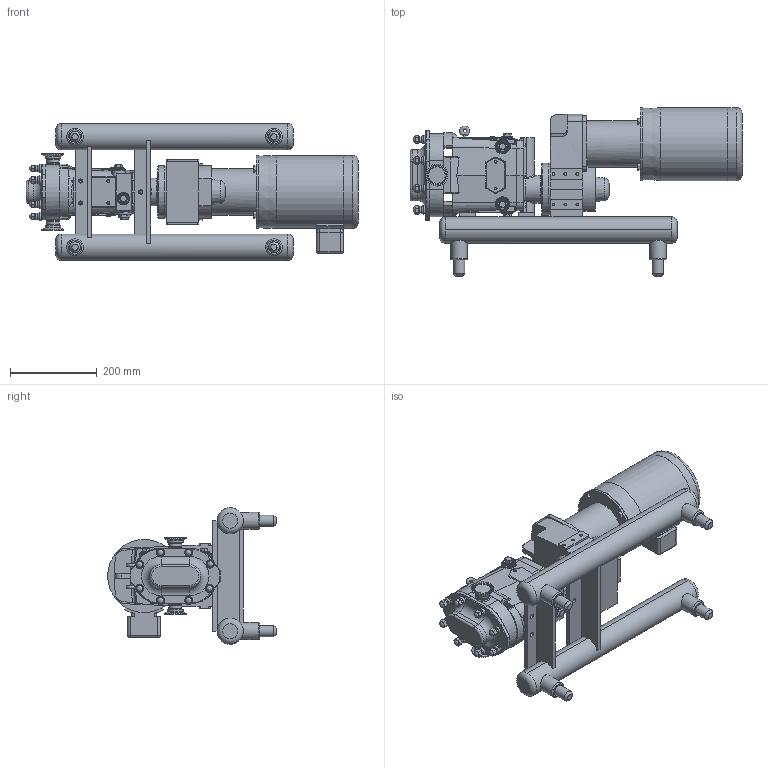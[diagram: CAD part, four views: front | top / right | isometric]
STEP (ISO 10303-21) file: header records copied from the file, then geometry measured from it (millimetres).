
FILE_DESCRIPTION(/* description */ (''),/* implementation_level */ '2;1');
FILE_NAME(/* name */ 'U1_015U1_56C_1.5x1.5_S-Line_0.5HP_LH_SM.stp',/* time_stamp */ '2021-05-24T16:17:48+06:00',/* author */ ('trtmhr'),/* organization */ (''),/* preprocessor_version */ 'ST-DEVELOPER v18.1',/* originating_system */ 'Autodesk Inventor 2020',/* authorisation */ '');
FILE_SCHEMA (('AUTOMOTIVE_DESIGN { 1 0 10303 214 3 1 1 }'));
Length unit declared in the file: inch
Products named in the file (1): U1_006U1_56C_1x1_S-Line_0.5HP_LH_SM
Bounding box: 763.42 x 387.91 x 314.32 mm (x, y, z)
Volume: 17609775.7 mm3; surface area: 934347.9 mm2
Topology: 5 solids, 5 shells, 1117 faces, 2951 edges, 1921 vertices
Faces by surface type: plane 524, cylinder 318, bspline 108, torus 96, cone 59, sphere 12
Full cylindrical faces by diameter (mm): 6.35 x12, 6.528 x4, 7.62 x2, 7.798 x1, 9.525 x3, 14.275 x8, 15.24 x1, 19.05 x8, 23.876 x3, 25.4 x11, 29.21 x2, 29.362 x4, 30.378 x2, 31.75 x3, 35.052 x2, 35.712 x2, 38.1 x6, 50.495 x2, 63.5 x1, 107.01 x1, 119.888 x1, 119.99 x1, 167.945 x1, 167.97 x1, 167.996 x1
Entity records: 38078 total; most frequent: CARTESIAN_POINT 10178, ORIENTED_EDGE 5880, DIRECTION 5822, EDGE_CURVE 2940, AXIS2_PLACEMENT_3D 2208, VERTEX_POINT 1921, LINE 1406, VECTOR 1406
